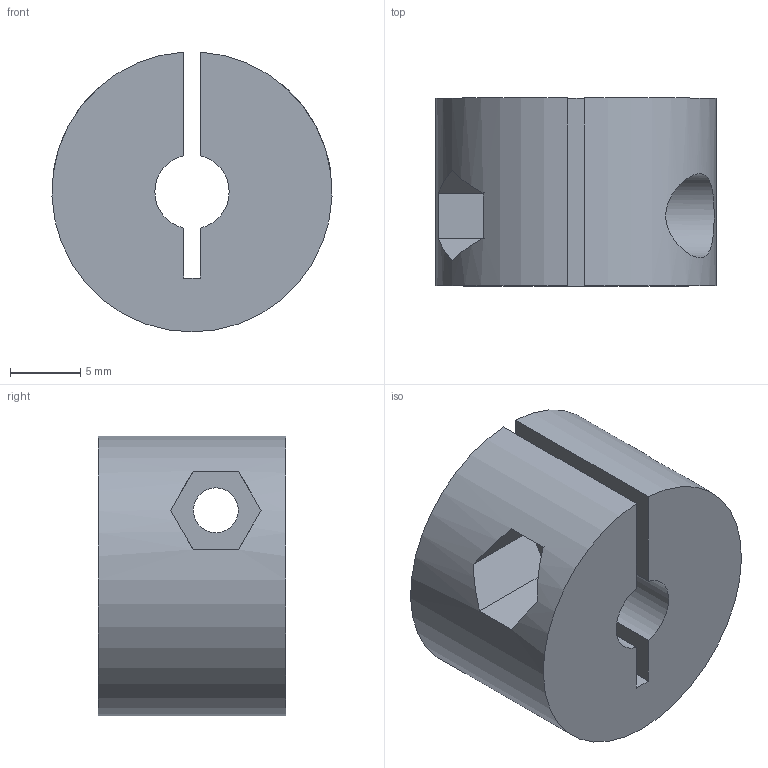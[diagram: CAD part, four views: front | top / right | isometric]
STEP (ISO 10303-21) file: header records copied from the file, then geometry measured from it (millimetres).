
FILE_DESCRIPTION(/* description */ ('STEP AP242','CAx-IF Rec.Pracs.---Representation and Presentation of Product Manufacturing Information (PMI)---4.0---2014-10-13','CAx-IF Rec.Pracs.---3D Tessellated Geometry---0.4---2014-09-14','2;1'),/* implementation_level */ '2;1');
FILE_NAME(/* name */ '6791d4897525f71ef40ec433',/* time_stamp */ '2025-01-23T05:32:58Z',/* author */ (''),/* organization */ (''),/* preprocessor_version */ 'ST-DEVELOPER v20',/* originating_system */ 'ONSHAPE BY PTC INC, 1.192',/* authorisation */ ' ');
FILE_SCHEMA (('AP242_MANAGED_MODEL_BASED_3D_ENGINEERING_MIM_LF { 1 0 10303 442 1 1 4 }'));
Length unit declared in the file: metre
Products named in the file (1): Tut
Bounding box: 19.99 x 13.4 x 19.98 mm (x, y, z)
Volume: 3114.3 mm3; surface area: 2480.9 mm2
Topology: 1 solids, 5 shells, 33 faces, 66 edges, 45 vertices
Faces by surface type: plane 23, cylinder 10
Full cylindrical faces by diameter (mm): 3.2 x2, 5.2 x4, 6 x1
Entity records: 841 total; most frequent: CARTESIAN_POINT 148, DIRECTION 146, ORIENTED_EDGE 112, AXIS2_PLACEMENT_3D 57, EDGE_CURVE 56, EDGE_LOOP 46, FACE_BOUND 46, VERTEX_POINT 42
